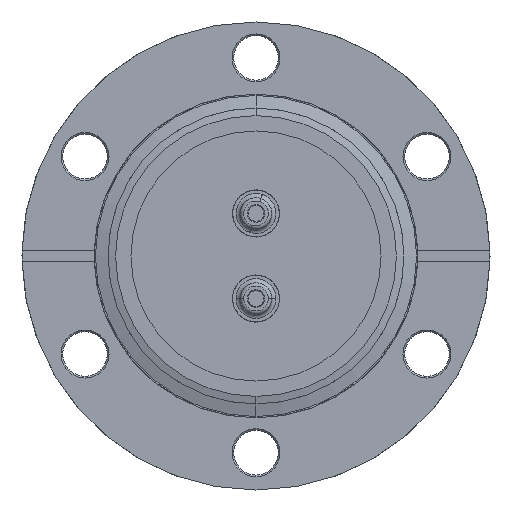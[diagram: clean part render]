
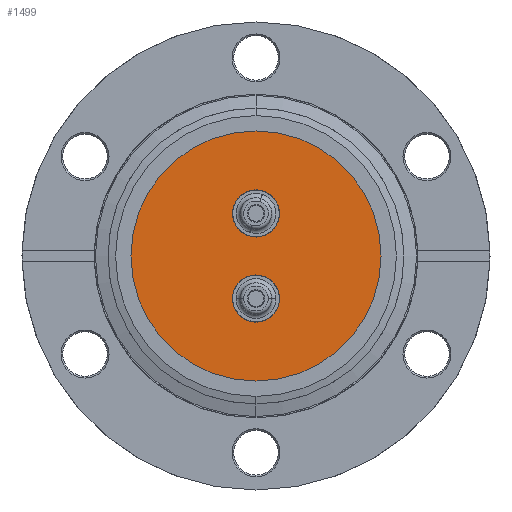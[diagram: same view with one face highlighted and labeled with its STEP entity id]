
A CAD part, front view. The second image highlights one B-rep face of the part: STEP entity #1499.
In plain terms, the highlighted planar face has unit normal (0, -1, 0).
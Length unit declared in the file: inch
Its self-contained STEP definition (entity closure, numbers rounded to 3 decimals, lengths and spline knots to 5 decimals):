
#234 = DIRECTION ( 'NONE',  ( 0., 0., 1. ) ) ;
#241 = PLANE ( 'NONE',  #1351 ) ;
#243 = CARTESIAN_POINT ( 'NONE',  ( 0., -0.114, 0.38907 ) ) ;
#244 = DIRECTION ( 'NONE',  ( 0., -1., 0. ) ) ;
#449 = CARTESIAN_POINT ( 'NONE',  ( 0., -0.114, 1.12407 ) ) ;
#450 = CARTESIAN_POINT ( 'NONE',  ( 0., -0.114, 0.77757 ) ) ;
#453 = CARTESIAN_POINT ( 'NONE',  ( 0., -0.114, 0.27757 ) ) ;
#455 = CARTESIAN_POINT ( 'NONE',  ( 0., -0.114, 0.50057 ) ) ;
#460 = CARTESIAN_POINT ( 'NONE',  ( 0., -0.114, -0.34593 ) ) ;
#469 = CARTESIAN_POINT ( 'NONE',  ( 0., -0.114, 0.00057 ) ) ;
#1097 = AXIS2_PLACEMENT_3D ( 'NONE', #4146, #4145, #4144 ) ;
#1098 = AXIS2_PLACEMENT_3D ( 'NONE', #4153, #4152, #4150 ) ;
#1099 = AXIS2_PLACEMENT_3D ( 'NONE', #4157, #4156, #4155 ) ;
#1189 = AXIS2_PLACEMENT_3D ( 'NONE', #4245, #4244, #4243 ) ;
#1190 = AXIS2_PLACEMENT_3D ( 'NONE', #4274, #4270, #4261 ) ;
#1192 = AXIS2_PLACEMENT_3D ( 'NONE', #4292, #4290, #4289 ) ;
#1351 = AXIS2_PLACEMENT_3D ( 'NONE', #243, #244, #234 ) ;
#1499 = ADVANCED_FACE ( 'NONE', ( #4984, #4977, #4981 ), #241, .T. ) ;
#2061 = ORIENTED_EDGE ( 'NONE', *, *, #3565, .F. ) ;
#2062 = ORIENTED_EDGE ( 'NONE', *, *, #3407, .F. ) ;
#2063 = ORIENTED_EDGE ( 'NONE', *, *, #3566, .F. ) ;
#2064 = ORIENTED_EDGE ( 'NONE', *, *, #3411, .F. ) ;
#2065 = ORIENTED_EDGE ( 'NONE', *, *, #3564, .T. ) ;
#2066 = ORIENTED_EDGE ( 'NONE', *, *, #3413, .T. ) ;
#2240 = EDGE_LOOP ( 'NONE', ( #2061, #2062 ) ) ;
#2242 = EDGE_LOOP ( 'NONE', ( #2063, #2064 ) ) ;
#2244 = EDGE_LOOP ( 'NONE', ( #2065, #2066 ) ) ;
#2747 = CIRCLE ( 'NONE', #1097, 0.1385 ) ;
#2748 = CIRCLE ( 'NONE', #1098, 0.1385 ) ;
#2749 = CIRCLE ( 'NONE', #1099, 0.735 ) ;
#2972 = CIRCLE ( 'NONE', #1189, 0.735 ) ;
#2973 = CIRCLE ( 'NONE', #1190, 0.1385 ) ;
#2979 = CIRCLE ( 'NONE', #1192, 0.1385 ) ;
#3150 = VERTEX_POINT ( 'NONE', #469 ) ;
#3163 = VERTEX_POINT ( 'NONE', #453 ) ;
#3164 = VERTEX_POINT ( 'NONE', #460 ) ;
#3165 = VERTEX_POINT ( 'NONE', #449 ) ;
#3168 = VERTEX_POINT ( 'NONE', #455 ) ;
#3169 = VERTEX_POINT ( 'NONE', #450 ) ;
#3407 = EDGE_CURVE ( 'NONE', #3150, #3163, #2979, .T. ) ;
#3411 = EDGE_CURVE ( 'NONE', #3168, #3169, #2973, .T. ) ;
#3413 = EDGE_CURVE ( 'NONE', #3164, #3165, #2972, .T. ) ;
#3564 = EDGE_CURVE ( 'NONE', #3165, #3164, #2749, .T. ) ;
#3565 = EDGE_CURVE ( 'NONE', #3163, #3150, #2748, .T. ) ;
#3566 = EDGE_CURVE ( 'NONE', #3169, #3168, #2747, .T. ) ;
#4144 = DIRECTION ( 'NONE',  ( 0., 0., 1. ) ) ;
#4145 = DIRECTION ( 'NONE',  ( 0., -1., 0. ) ) ;
#4146 = CARTESIAN_POINT ( 'NONE',  ( 0., -0.114, 0.63907 ) ) ;
#4150 = DIRECTION ( 'NONE',  ( 0., 0., 1. ) ) ;
#4152 = DIRECTION ( 'NONE',  ( 0., -1., 0. ) ) ;
#4153 = CARTESIAN_POINT ( 'NONE',  ( 0., -0.114, 0.13907 ) ) ;
#4155 = DIRECTION ( 'NONE',  ( 0., 0., 1. ) ) ;
#4156 = DIRECTION ( 'NONE',  ( 0., -1., 0. ) ) ;
#4157 = CARTESIAN_POINT ( 'NONE',  ( 0., -0.114, 0.38907 ) ) ;
#4243 = DIRECTION ( 'NONE',  ( 0., 0., 1. ) ) ;
#4244 = DIRECTION ( 'NONE',  ( 0., -1., 0. ) ) ;
#4245 = CARTESIAN_POINT ( 'NONE',  ( 0., -0.114, 0.38907 ) ) ;
#4261 = DIRECTION ( 'NONE',  ( 0., 0., 1. ) ) ;
#4270 = DIRECTION ( 'NONE',  ( 0., -1., 0. ) ) ;
#4274 = CARTESIAN_POINT ( 'NONE',  ( 0., -0.114, 0.63907 ) ) ;
#4289 = DIRECTION ( 'NONE',  ( 0., 0., 1. ) ) ;
#4290 = DIRECTION ( 'NONE',  ( 0., -1., 0. ) ) ;
#4292 = CARTESIAN_POINT ( 'NONE',  ( 0., -0.114, 0.13907 ) ) ;
#4977 = FACE_BOUND ( 'NONE', #2242, .T. ) ;
#4981 = FACE_OUTER_BOUND ( 'NONE', #2244, .T. ) ;
#4984 = FACE_BOUND ( 'NONE', #2240, .T. ) ;
